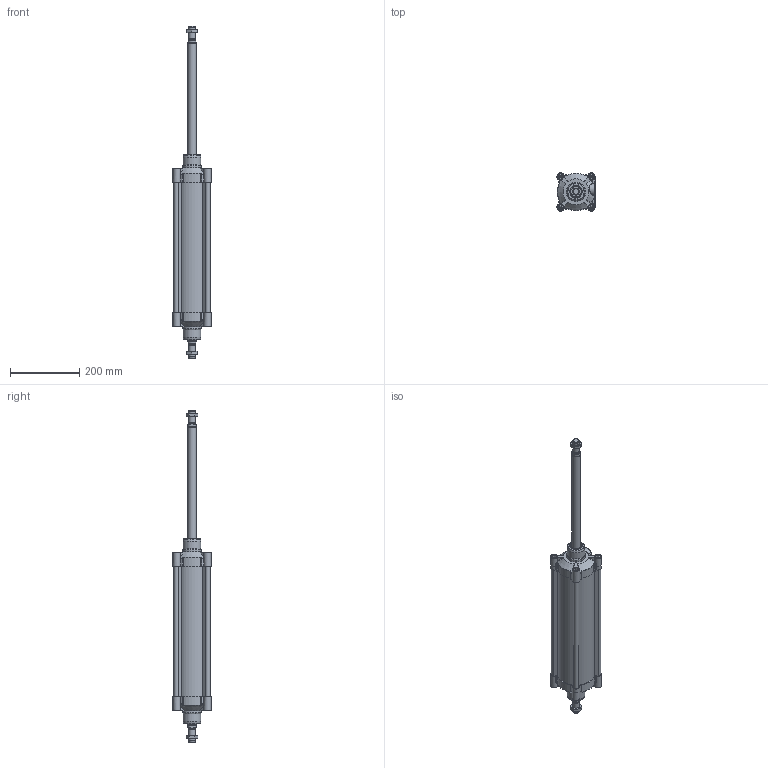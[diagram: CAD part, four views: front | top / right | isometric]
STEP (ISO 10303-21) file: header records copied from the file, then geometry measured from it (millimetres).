
FILE_DESCRIPTION(/* description */ (''),/* implementation_level */ '2;1');
FILE_NAME(/* name */ 'HDMP100.320.GS.M.stp',/* time_stamp */ '2021-03-10T10:02:20+01:00',/* author */ ('carlo.corazza'),/* organization */ (''),/* preprocessor_version */ 'ST-DEVELOPER v18.1',/* originating_system */ 'Autodesk Inventor 2020',/* authorisation */ '');
FILE_SCHEMA (('AUTOMOTIVE_DESIGN { 1 0 10303 214 3 1 1 }'));
Length unit declared in the file: millimetre
Products named in the file (6): HDMP100.320.GS.M; TA H100; CORPO-320; STELO-320; STELO _ POST-320; 29.2020.000.0
Assembly tree (7 placements, depth 2):
  HDMP100.320.GS.M
    TA H100  x2
    CORPO-320
    STELO-320
    29.2020.000.0  x2
    STELO _ POST-320
Bounding box: 110 x 110 x 960 mm (x, y, z)
Volume: 2239563.1 mm3; surface area: 692161.6 mm2
Topology: 7 solids, 23 shells, 1369 faces, 3385 edges, 2100 vertices
Faces by surface type: plane 424, cylinder 313, bspline 256, cone 156, torus 112, sphere 108
Full cylindrical faces by diameter (mm): 8.376 x8, 10 x8, 10.3 x8, 12 x2, 16 x8, 16.3 x8, 17 x2, 17.5 x2, 18.376 x2, 18.631 x2, 20 x2, 24.5 x2, 25 x6, 25.6 x2, 25.8 x2, 25.962 x2, 30 x2, 35 x4, 52 x2, 55 x2, 100 x3
Entity records: 28187 total; most frequent: CARTESIAN_POINT 8619, ORIENTED_EDGE 3948, DIRECTION 3875, EDGE_CURVE 1974, AXIS2_PLACEMENT_3D 1543, VERTEX_POINT 1263, EDGE_LOOP 865, CIRCLE 852
